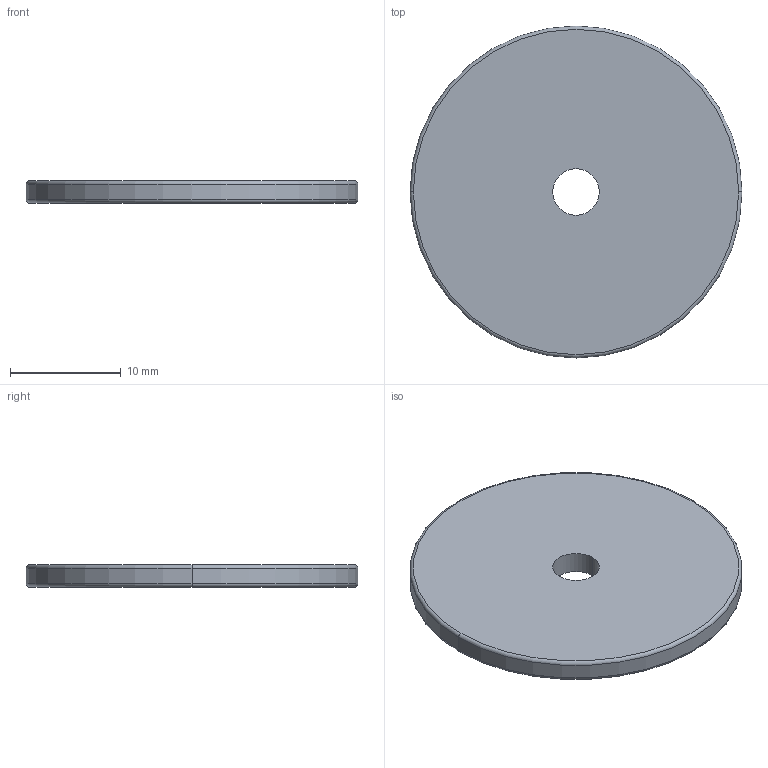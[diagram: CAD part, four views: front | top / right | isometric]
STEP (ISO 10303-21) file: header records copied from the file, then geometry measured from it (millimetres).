
FILE_DESCRIPTION(('Creo Elements/Direct Modeling STEP Export'),'2;1');
FILE_NAME('2490-30.stp','2020-02-14T 9:21:50',(''),(''),'Creo Elements/Direct Modeling STEP processor for AP214 (Solid Model)','Creo Elements/Direct Modeling 20.0 12-Nov-2016 (C) Parametric Technology GmbH','');
FILE_SCHEMA(('AUTOMOTIVE_DESIGN { 1 0 10303 214 1 1 1 1 }'));
Length unit declared in the file: millimetre
Products named in the file (2): DIV-10927
Assembly tree (1 placements, depth 2):
  DIV-10927
    DIV-10927
Bounding box: 30 x 30 x 2 mm (x, y, z)
Volume: 1382.4 mm3; surface area: 1576.5 mm2
Topology: 1 solids, 1 shells, 10 faces, 20 edges, 12 vertices
Faces by surface type: cylinder 4, torus 4, plane 2
Entity records: 287 total; most frequent: DIRECTION 48, ORIENTED_EDGE 40, CARTESIAN_POINT 38, AXIS2_PLACEMENT_3D 22, EDGE_CURVE 20, VERTEX_POINT 12, EDGE_LOOP 12, CIRCLE 10
